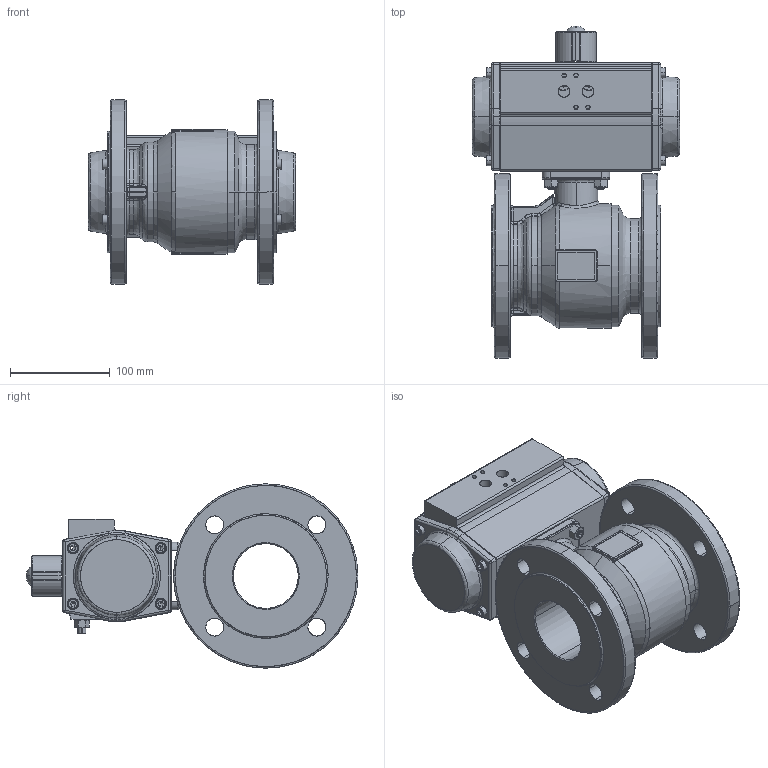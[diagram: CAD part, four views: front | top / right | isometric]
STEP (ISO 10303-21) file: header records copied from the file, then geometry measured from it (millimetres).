
FILE_DESCRIPTION (( 'STEP AP214' ), '1' );
FILE_NAME ('PK04_DN65 (PK04010009).STEP', '2022-03-01T10:47:51', ( '' ), ( '' ), 'SwSTEP 2.0', 'SolidWorks 2021', '' );
FILE_SCHEMA (( 'AUTOMOTIVE_DESIGN' ));
Length unit declared in the file: metre
Products named in the file (1): PK04_DN65 (PK04010009)
Bounding box: 208 x 333.15 x 185 mm (x, y, z)
Surface area: 315440.1 mm2 (no closed solid volume)
Topology: 0 solids, 717 shells, 848 faces, 3963 edges, 3773 vertices
Faces by surface type: cylinder 288, plane 263, bspline 200, cone 95, sphere 2
Entity records: 75039 total; most frequent: CARTESIAN_POINT 36437, DIRECTION 5599, ORIENTED_EDGE 4141, EDGE_CURVE 3935, VERTEX_POINT 3773, AXIS2_PLACEMENT_3D 1955, LINE 1689, VECTOR 1689
